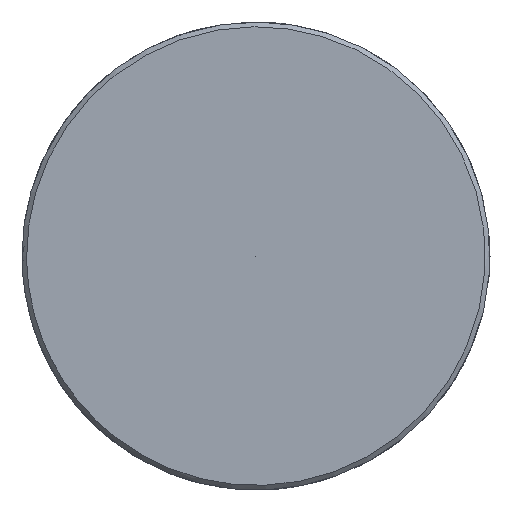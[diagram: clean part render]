
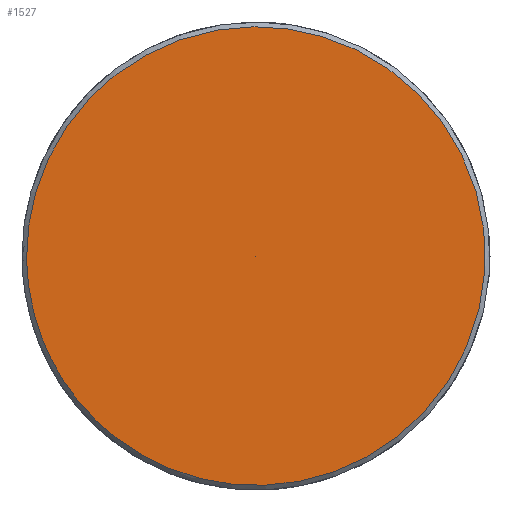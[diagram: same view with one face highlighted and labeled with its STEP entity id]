
A CAD part, left-side view. The second image highlights one B-rep face of the part: STEP entity #1527.
In plain terms, the highlighted free-form (B-spline) face has degree [5, 1] with [6, 2] control points.
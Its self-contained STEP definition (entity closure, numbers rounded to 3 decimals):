
#1455 = CARTESIAN_POINT ('', (-180., 12.25, 0.));
#1456 = VERTEX_POINT ('', #1455);
#1464 = CARTESIAN_POINT ('', (-180., 12.25, 0.));
#1465 = CARTESIAN_POINT ('', (-180., 12.25, 49.));
#1466 = CARTESIAN_POINT ('', (-180., -36.75, 24.5));
#1467 = CARTESIAN_POINT ('', (-180., -36.75, -24.5));
#1468 = CARTESIAN_POINT ('', (-180., 12.25, -49.));
#1469 = CARTESIAN_POINT ('', (-180., 12.25, 0.));
#1470 = (
   BOUNDED_CURVE ()
   B_SPLINE_CURVE (5, (#1464, #1465, #1466, #1467, #1468, #1469), .UNSPECIFIED., .T., .U.)
   B_SPLINE_CURVE_WITH_KNOTS ((6, 6), (0., 1.), .UNSPECIFIED.)
   CURVE ()
   GEOMETRIC_REPRESENTATION_ITEM ()
   RATIONAL_B_SPLINE_CURVE ((5., 1., 1., 1., 1., 5.))
   REPRESENTATION_ITEM ('')
);
#1471 = EDGE_CURVE ('', #1456, #1456, #1470, .T.);
#1503 = CARTESIAN_POINT ('', (-180., 0., 0.));
#1504 = VERTEX_POINT ('', #1503);
#1505 = CARTESIAN_POINT ('', (-180., 0., 0.));
#1506 = CARTESIAN_POINT ('', (-180., 12.25, 0.));
#1507 = B_SPLINE_CURVE_WITH_KNOTS ('', 1, (#1505, #1506), .UNSPECIFIED., .F., .U., (2, 2), (0., 1.), .UNSPECIFIED.);
#1508 = EDGE_CURVE ('', #1504, #1456, #1507, .T.);
#1509 = ORIENTED_EDGE ('', *, *, #1508, .F.);
#1510 = ORIENTED_EDGE ('', *, *, #1508, .T.);
#1511 = ORIENTED_EDGE ('', *, *, #1471, .F.);
#1512 = EDGE_LOOP ('', (#1509, #1510, #1511));
#1513 = FACE_OUTER_BOUND ('', #1512, .T.);
#1514 = CARTESIAN_POINT ('', (-180., 0., 0.));
#1515 = CARTESIAN_POINT ('', (-180., 12.25, 0.));
#1516 = CARTESIAN_POINT ('', (-180., 0., 0.));
#1517 = CARTESIAN_POINT ('', (-180., 12.25, 49.));
#1518 = CARTESIAN_POINT ('', (-180., 0., 0.));
#1519 = CARTESIAN_POINT ('', (-180., -36.75, 24.5));
#1520 = CARTESIAN_POINT ('', (-180., 0., 0.));
#1521 = CARTESIAN_POINT ('', (-180., -36.75, -24.5));
#1522 = CARTESIAN_POINT ('', (-180., 0., 0.));
#1523 = CARTESIAN_POINT ('', (-180., 12.25, -49.));
#1524 = CARTESIAN_POINT ('', (-180., 0., 0.));
#1525 = CARTESIAN_POINT ('', (-180., 12.25, 0.));
#1526 = (
   BOUNDED_SURFACE ()
   B_SPLINE_SURFACE (5, 1, ((#1514, #1515), (#1516, #1517), (#1518, #1519), (#1520, #1521), (#1522, #1523), (#1524, #1525)), .UNSPECIFIED., .T., .F., .U.)
   B_SPLINE_SURFACE_WITH_KNOTS ((6, 6), (2, 2), (0., 1.), (0., 1.), .UNSPECIFIED.)
   SURFACE ()
   GEOMETRIC_REPRESENTATION_ITEM ()
   RATIONAL_B_SPLINE_SURFACE (((5., 5.), (1., 1.), (1., 1.), (1., 1.), (1., 1.), (5., 5.)))
   REPRESENTATION_ITEM ('')
);
#1527 = ADVANCED_FACE ('', (#1513), #1526, .T.);
